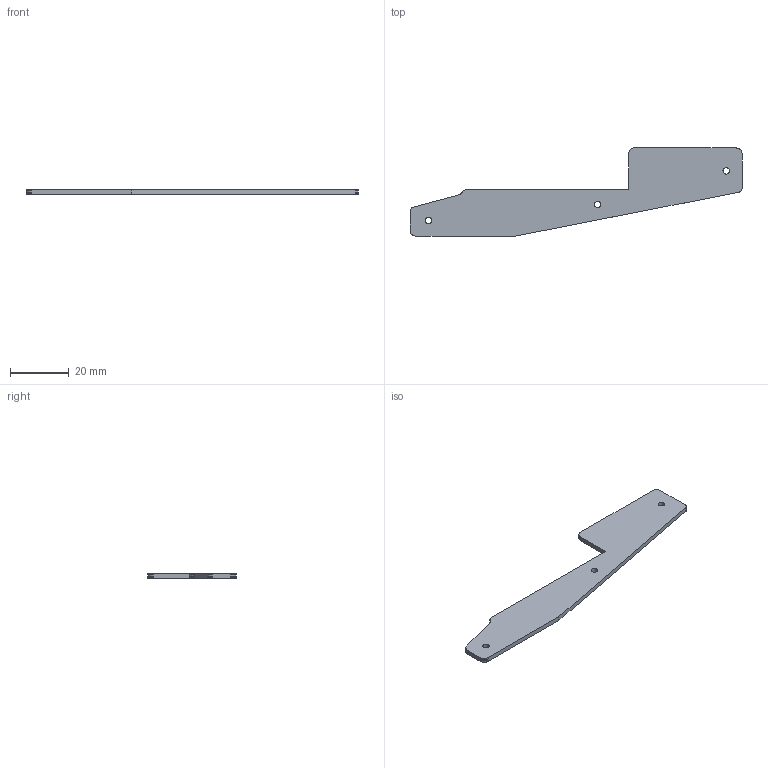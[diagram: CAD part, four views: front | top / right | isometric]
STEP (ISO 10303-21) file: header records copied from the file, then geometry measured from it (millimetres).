
FILE_DESCRIPTION(('KiCad electronic assembly'),'2;1');
FILE_NAME('Sofle_Loud_Solenoid_Plate.STEP','2023-04-23T16:13:36',( 'Pcbnew'),('Kicad'),'Open CASCADE STEP processor 7.6', 'KiCad to STEP converter','Unknown');
FILE_SCHEMA(('AUTOMOTIVE_DESIGN { 1 0 10303 214 1 1 1 1 }'));
Length unit declared in the file: millimetre
Products named in the file (2): Sofle_Loud_Solenoid_Plate 1; PCB
Assembly tree (1 placements, depth 2):
  Sofle_Loud_Solenoid_Plate 1
    PCB
Bounding box: 113.22 x 30.09 x 1.6 mm (x, y, z)
Volume: 2685.8 mm3; surface area: 3813.6 mm2
Topology: 1 solids, 1 shells, 73 faces, 213 edges, 142 vertices
Faces by surface type: plane 70, cylinder 3
Full cylindrical faces by diameter (mm): 2.2 x3
Entity records: 5219 total; most frequent: CARTESIAN_POINT 892, DIRECTION 789, LINE 627, VECTOR 627, ORIENTED_EDGE 426, PCURVE 426, DEFINITIONAL_REPRESENTATION 426, EDGE_CURVE 213
